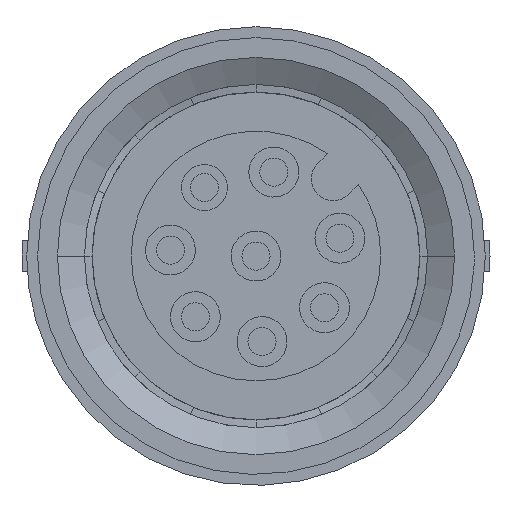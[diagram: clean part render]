
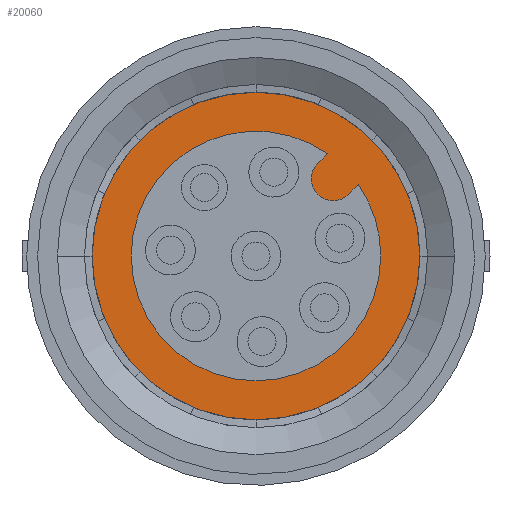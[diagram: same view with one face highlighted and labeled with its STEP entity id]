
A CAD part, left-side view. The second image highlights one B-rep face of the part: STEP entity #20060.
In plain terms, the highlighted face is planar.
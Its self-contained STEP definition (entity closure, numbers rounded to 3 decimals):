
#19220=CARTESIAN_POINT('',(24.177,37.34,
-1.));
#19230=VERTEX_POINT('',#19220);
#19260=CARTESIAN_POINT('',(20.465,33.628,
-1.));
#19270=DIRECTION('',(0.,0.,-1.));
#19280=DIRECTION('',(0.707,0.707,0.));
#19290=AXIS2_PLACEMENT_3D('',#19260,#19270,#19280);
#19300=CIRCLE('',#19290,5.25);
#19310=CARTESIAN_POINT('',(16.753,29.916,
-1.));
#19320=VERTEX_POINT('',#19310);
#19330=EDGE_CURVE('',#19230,#19320,#19300,.T.);
#19480=CARTESIAN_POINT('',(20.387,35.811,
-1.));
#19490=DIRECTION('',(0.,0.,-1.));
#19500=DIRECTION('',(-0.707,0.707,
0.));
#19510=AXIS2_PLACEMENT_3D('',#19480,#19490,#19500);
#19520=PLANE('',#19510);
#19530=CARTESIAN_POINT('',(23.965,33.628,
-1.));
#19540=DIRECTION('',(0.,0.,-1.));
#19550=DIRECTION('',(1.,0.,
0.));
#19560=AXIS2_PLACEMENT_3D('',#19530,#19540,#19550);
#19570=CIRCLE('',#19560,0.7);
#19580=CARTESIAN_POINT('',(23.965,32.928,
-1.));
#19590=VERTEX_POINT('',#19580);
#19600=CARTESIAN_POINT('',(23.265,33.628,
-1.));
#19610=VERTEX_POINT('',#19600);
#19620=EDGE_CURVE('',#19590,#19610,#19570,.T.);
#19630=ORIENTED_EDGE('',*,*,#19620,.T.);
#19640=CARTESIAN_POINT('',(15.107,32.928,
-1.));
#19650=DIRECTION('',(-1.,0.,
0.));
#19660=VECTOR('',#19650,1.);
#19670=LINE('',#19640,#19660);
#19680=CARTESIAN_POINT('',(24.403,32.928,
-1.));
#19690=VERTEX_POINT('',#19680);
#19700=EDGE_CURVE('',#19690,#19590,#19670,.T.);
#19710=ORIENTED_EDGE('',*,*,#19700,.T.);
#19720=CARTESIAN_POINT('',(20.465,33.628,
-1.));
#19730=DIRECTION('',(0.,0.,1.));
#19740=DIRECTION('',(-0.707,-0.707,0.));
#19750=AXIS2_PLACEMENT_3D('',#19720,#19730,#19740);
#19760=CIRCLE('',#19750,4.);
#19770=CARTESIAN_POINT('',(17.637,30.8,
-1.));
#19780=VERTEX_POINT('',#19770);
#19790=EDGE_CURVE('',#19780,#19690,#19760,.T.);
#19800=ORIENTED_EDGE('',*,*,#19790,.T.);
#19810=CARTESIAN_POINT('',(23.293,36.457,
-1.));
#19820=VERTEX_POINT('',#19810);
#19830=EDGE_CURVE('',#19820,#19780,#19760,.T.);
#19840=ORIENTED_EDGE('',*,*,#19830,.T.);
#19850=CARTESIAN_POINT('',(24.403,34.328,
-1.));
#19860=VERTEX_POINT('',#19850);
#19870=EDGE_CURVE('',#19860,#19820,#19760,.T.);
#19880=ORIENTED_EDGE('',*,*,#19870,.T.);
#19890=CARTESIAN_POINT('',(16.507,34.328,
-1.));
#19900=DIRECTION('',(1.,0.,
0.));
#19910=VECTOR('',#19900,1.);
#19920=LINE('',#19890,#19910);
#19930=CARTESIAN_POINT('',(23.965,34.328,
-1.));
#19940=VERTEX_POINT('',#19930);
#19950=EDGE_CURVE('',#19940,#19860,#19920,.T.);
#19960=ORIENTED_EDGE('',*,*,#19950,.T.);
#19970=EDGE_CURVE('',#19610,#19940,#19570,.T.);
#19980=ORIENTED_EDGE('',*,*,#19970,.T.);
#19990=EDGE_LOOP('',(#19980,#19960,#19880,#19840,#19800,#19710,#19630));
#20000=FACE_BOUND('',#19990,.T.);
#20010=EDGE_CURVE('',#19320,#19230,#19300,.T.);
#20020=ORIENTED_EDGE('',*,*,#20010,.T.);
#20030=ORIENTED_EDGE('',*,*,#19330,.T.);
#20040=EDGE_LOOP('',(#20030,#20020));
#20050=FACE_OUTER_BOUND('',#20040,.T.);
#20060=ADVANCED_FACE('',(#20000,#20050),#19520,.T.);
